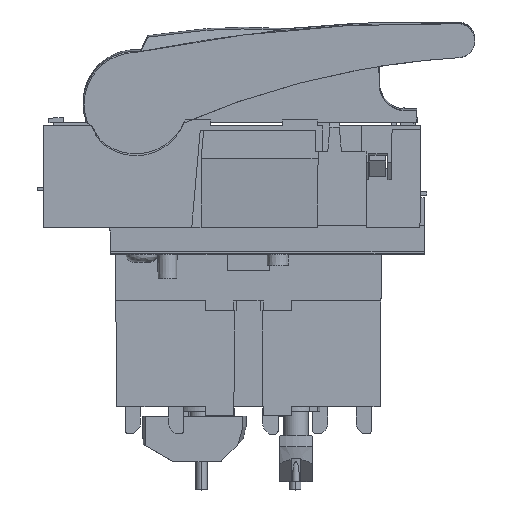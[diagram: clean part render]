
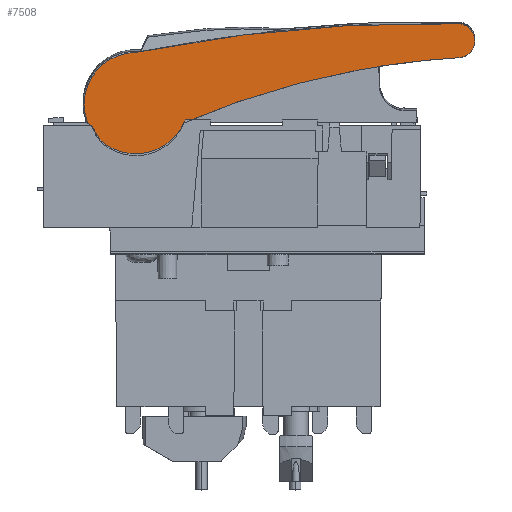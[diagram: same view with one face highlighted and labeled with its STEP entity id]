
A CAD part, top view. The second image highlights one B-rep face of the part: STEP entity #7508.
In plain terms, the highlighted planar face has unit normal (0, -0.009, 1).
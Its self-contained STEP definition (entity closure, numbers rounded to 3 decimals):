
#4314=CARTESIAN_POINT('',(-22.425,32.031,52.588));
#5434=CARTESIAN_POINT('',(-42.931,39.999,52.657));
#5435=DIRECTION('',(0.,0.009,-1.));
#5436=DIRECTION('',(0.932,-0.362,-0.003));
#5437=AXIS2_PLACEMENT_3D('',#5434,#5435,#5436);
#5439=CARTESIAN_POINT('',(-42.931,39.999,52.657));
#5440=DIRECTION('',(0.,0.009,-1.));
#5441=DIRECTION('',(-0.661,-0.75,-0.007));
#5442=AXIS2_PLACEMENT_3D('',#5439,#5440,#5441);
#5444=CARTESIAN_POINT('',(-58.195,24.157,52.519));
#5445=CARTESIAN_POINT('',(-58.525,25.138,52.528));
#5446=CARTESIAN_POINT('',(-59.344,27.005,52.544));
#5447=CARTESIAN_POINT('',(-61.079,29.565,52.566));
#5448=CARTESIAN_POINT('',(-62.511,31.017,52.579));
#5449=CARTESIAN_POINT('',(-63.3,31.687,52.585));
#5451=CARTESIAN_POINT('',(-42.931,39.999,52.657));
#5452=DIRECTION('',(0.,0.009,-1.));
#5453=DIRECTION('',(-0.926,-0.378,-0.003));
#5454=AXIS2_PLACEMENT_3D('',#5451,#5452,#5453);
#5456=CARTESIAN_POINT('',(-42.931,39.999,52.657));
#5457=DIRECTION('',(0.,0.009,-1.));
#5458=DIRECTION('',(-0.942,-0.336,-0.003));
#5459=AXIS2_PLACEMENT_3D('',#5456,#5457,#5458);
#5461=CARTESIAN_POINT('',(81.461,-557.636,47.442));
#5462=DIRECTION('',(0.,0.009,-1.));
#5463=DIRECTION('',(-0.197,0.98,0.009));
#5464=AXIS2_PLACEMENT_3D('',#5461,#5462,#5463);
#5466=CARTESIAN_POINT('',(94.249,67.002,52.893));
#5467=DIRECTION('',(0.,0.009,-1.));
#5468=DIRECTION('',(0.02,1.,0.009));
#5469=AXIS2_PLACEMENT_3D('',#5466,#5467,#5468);
#5471=CARTESIAN_POINT('',(94.249,67.002,52.893));
#5472=DIRECTION('',(0.,0.009,-1.));
#5473=DIRECTION('',(0.075,0.997,0.009));
#5474=AXIS2_PLACEMENT_3D('',#5471,#5472,#5473);
#5476=CARTESIAN_POINT('',(115.666,-289.917,49.778));
#5477=DIRECTION('',(0.,-0.009,1.));
#5478=DIRECTION('',(-0.06,0.998,0.009));
#5479=AXIS2_PLACEMENT_3D('',#5476,#5477,#5478);
#5481=CARTESIAN_POINT('',(115.666,-289.917,49.778));
#5482=DIRECTION('',(0.,-0.009,1.));
#5483=DIRECTION('',(-0.181,0.983,0.009));
#5484=AXIS2_PLACEMENT_3D('',#5481,#5482,#5483);
#6175=VERTEX_POINT('',#5444);
#6176=VERTEX_POINT('',#5449);
#6244=VERTEX_POINT('',#4314);
#6245=CARTESIAN_POINT('',(52.173,54.593,52.785));
#6246=VERTEX_POINT('',#6245);
#6247=CARTESIAN_POINT('',(94.684,59.766,52.83));
#6248=VERTEX_POINT('',#6247);
#6373=CARTESIAN_POINT('',(94.398,74.251,52.956));
#6374=VERTEX_POINT('',#6373);
#6375=CARTESIAN_POINT('',(-43.054,61.997,52.849));
#6376=VERTEX_POINT('',#6375);
#6377=CARTESIAN_POINT('',(94.795,74.232,52.956));
#6378=VERTEX_POINT('',#6377);
#6379=CARTESIAN_POINT('',(-57.476,23.494,52.513));
#6380=VERTEX_POINT('',#6379);
#6381=CARTESIAN_POINT('',(-63.649,32.599,52.593));
#6382=VERTEX_POINT('',#6381);
#7486=CARTESIAN_POINT('',(106.073,16.831,52.455));
#7487=DIRECTION('',(0.,0.009,-1.));
#7488=DIRECTION('',(0.,-1.,-0.009));
#7489=AXIS2_PLACEMENT_3D('',#7486,#7487,#7488);
#7490=PLANE('',#7489);
#7492=ORIENTED_EDGE('',*,*,#7491,.T.);
#7494=ORIENTED_EDGE('',*,*,#7493,.T.);
#7496=ORIENTED_EDGE('',*,*,#7495,.T.);
#7498=ORIENTED_EDGE('',*,*,#7497,.T.);
#7500=ORIENTED_EDGE('',*,*,#7499,.T.);
#7501=ORIENTED_EDGE('',*,*,#7426,.T.);
#7502=ORIENTED_EDGE('',*,*,#7468,.T.);
#7503=ORIENTED_EDGE('',*,*,#7466,.T.);
#7504=ORIENTED_EDGE('',*,*,#6410,.T.);
#7505=ORIENTED_EDGE('',*,*,#6408,.T.);
#7506=EDGE_LOOP('',(#7492,#7494,#7496,#7498,#7500,#7501,#7502,#7503,#7504,
#7505));
#7507=FACE_OUTER_BOUND('',#7506,.F.);
#5438=CIRCLE('',#5437,22.);
#5443=CIRCLE('',#5442,22.);
#5450=B_SPLINE_CURVE_WITH_KNOTS('',3,(#5444,#5445,#5446,#5447,#5448,#5449),
.UNSPECIFIED.,.F.,.F.,(4,1,1,4),(0.,0.333,0.667,1.),
.UNSPECIFIED.);
#5455=CIRCLE('',#5454,22.);
#5460=CIRCLE('',#5459,22.);
#5465=CIRCLE('',#5464,632.044);
#5470=CIRCLE('',#5469,7.25);
#5475=CIRCLE('',#5474,7.25);
#5480=CIRCLE('',#5479,350.326);
#5485=CIRCLE('',#5484,350.326);
#6408=EDGE_CURVE('',#6246,#6244,#5485,.T.);
#6410=EDGE_CURVE('',#6248,#6246,#5480,.T.);
#7426=EDGE_CURVE('',#6376,#6374,#5465,.T.);
#7466=EDGE_CURVE('',#6378,#6248,#5475,.T.);
#7468=EDGE_CURVE('',#6374,#6378,#5470,.T.);
#7491=EDGE_CURVE('',#6244,#6380,#5438,.T.);
#7493=EDGE_CURVE('',#6380,#6175,#5443,.T.);
#7495=EDGE_CURVE('',#6175,#6176,#5450,.T.);
#7497=EDGE_CURVE('',#6176,#6382,#5455,.T.);
#7499=EDGE_CURVE('',#6382,#6376,#5460,.T.);
#7508=ADVANCED_FACE('',(#7507),#7490,.F.);
